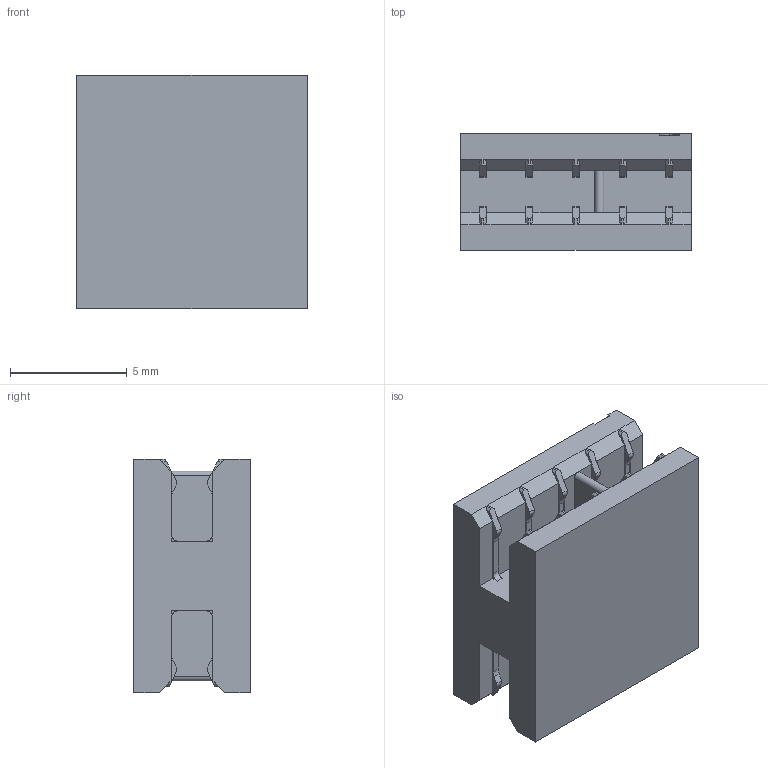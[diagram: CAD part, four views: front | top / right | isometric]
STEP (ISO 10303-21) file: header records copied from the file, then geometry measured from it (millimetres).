
FILE_DESCRIPTION (( 'STEP AP214' ), '1' );
FILE_NAME ('009159010061916.STEP', '2023-09-29T18:27:10', ( 'USER' ), ( '' ), 'SwSTEP 2.0', 'SolidWorks 2016', '' );
FILE_SCHEMA (( 'AUTOMOTIVE_DESIGN' ));
Length unit declared in the file: millimetre
Products named in the file (1): 009159010061916
Bounding box: 9.9 x 5 x 10 mm (x, y, z)
Volume: 371.1 mm3; surface area: 525.1 mm2
Topology: 1 solids, 1 shells, 320 faces, 936 edges, 622 vertices
Faces by surface type: plane 255, cylinder 65
Entity records: 10538 total; most frequent: CARTESIAN_POINT 1879, ORIENTED_EDGE 1872, DIRECTION 1710, EDGE_CURVE 936, VECTOR 804, LINE 804, VERTEX_POINT 622, AXIS2_PLACEMENT_3D 453
